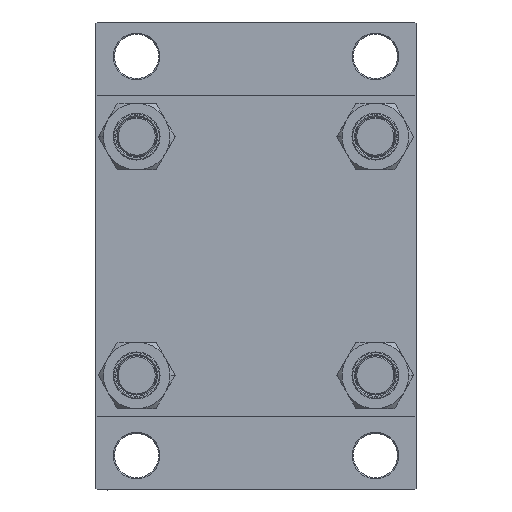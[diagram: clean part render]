
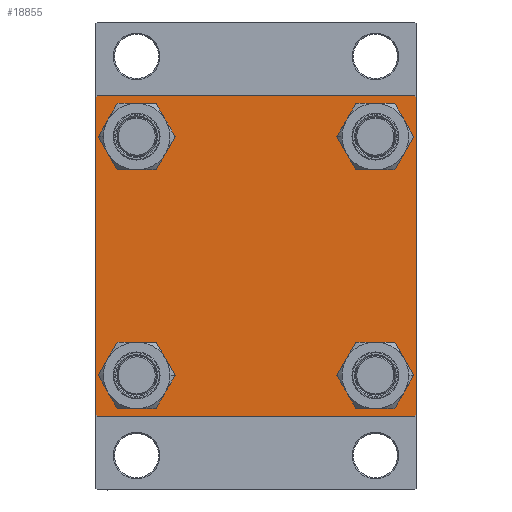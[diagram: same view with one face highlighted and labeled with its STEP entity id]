
A CAD part, left-side view. The second image highlights one B-rep face of the part: STEP entity #18855.
In plain terms, the highlighted planar face has unit normal (-1, 0, 0).
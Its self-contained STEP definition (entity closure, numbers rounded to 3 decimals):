
#320 = AXIS2_PLACEMENT_3D ( 'NONE', #14769, #29516, #7054 ) ;
#357 = EDGE_CURVE ( 'NONE', #16274, #28271, #46913, .T. ) ;
#451 = VERTEX_POINT ( 'NONE', #3541 ) ;
#558 = VERTEX_POINT ( 'NONE', #9290 ) ;
#689 = DIRECTION ( 'NONE',  ( 0., 0.707, 0.707 ) ) ;
#1198 = EDGE_CURVE ( 'NONE', #28271, #16274, #36175, .T. ) ;
#1201 = DIRECTION ( 'NONE',  ( 1., 0., 0. ) ) ;
#1207 = DIRECTION ( 'NONE',  ( 0., -1., 0. ) ) ;
#1243 = EDGE_LOOP ( 'NONE', ( #35521, #2841 ) ) ;
#1506 = DIRECTION ( 'NONE',  ( 0., 0.707, -0.707 ) ) ;
#1551 = ORIENTED_EDGE ( 'NONE', *, *, #27707, .T. ) ;
#1615 = ORIENTED_EDGE ( 'NONE', *, *, #46035, .T. ) ;
#1654 = VECTOR ( 'NONE', #20194, 1000. ) ;
#1735 = EDGE_LOOP ( 'NONE', ( #33342, #35270, #35780, #27467, #42923, #1615, #34639, #24368 ) ) ;
#1905 = ORIENTED_EDGE ( 'NONE', *, *, #1198, .T. ) ;
#2391 = CARTESIAN_POINT ( 'NONE',  ( 0., 65., -64.5 ) ) ;
#2841 = ORIENTED_EDGE ( 'NONE', *, *, #41597, .T. ) ;
#3541 = CARTESIAN_POINT ( 'NONE',  ( 0., 48.45, 56.95 ) ) ;
#3654 = EDGE_CURVE ( 'NONE', #28779, #10657, #6160, .T. ) ;
#3976 = CARTESIAN_POINT ( 'NONE',  ( 0., -64.75, -64.75 ) ) ;
#4033 = FACE_OUTER_BOUND ( 'NONE', #1735, .T. ) ;
#4352 = CARTESIAN_POINT ( 'NONE',  ( 0., 48.45, 48.45 ) ) ;
#6027 = CARTESIAN_POINT ( 'NONE',  ( 0., -48.45, 48.45 ) ) ;
#6160 = CIRCLE ( 'NONE', #46241, 8.5 ) ;
#7054 = DIRECTION ( 'NONE',  ( 0., 0., 1. ) ) ;
#8175 = VECTOR ( 'NONE', #689, 1000. ) ;
#8607 = EDGE_CURVE ( 'NONE', #46156, #30368, #26423, .T. ) ;
#8772 = VERTEX_POINT ( 'NONE', #41615 ) ;
#9100 = CARTESIAN_POINT ( 'NONE',  ( 0., -48.45, 56.95 ) ) ;
#9153 = LINE ( 'NONE', #12309, #14004 ) ;
#9290 = CARTESIAN_POINT ( 'NONE',  ( 0., -48.45, 39.95 ) ) ;
#9642 = DIRECTION ( 'NONE',  ( 0., 0., 1. ) ) ;
#10173 = ORIENTED_EDGE ( 'NONE', *, *, #45210, .T. ) ;
#10581 = DIRECTION ( 'NONE',  ( 0., 0., -1. ) ) ;
#10609 = CARTESIAN_POINT ( 'NONE',  ( 0., -48.45, -48.45 ) ) ;
#10657 = VERTEX_POINT ( 'NONE', #29642 ) ;
#10795 = FACE_BOUND ( 'NONE', #44572, .T. ) ;
#11195 = CARTESIAN_POINT ( 'NONE',  ( 0., 65., 65. ) ) ;
#11282 = EDGE_CURVE ( 'NONE', #8772, #451, #46577, .T. ) ;
#11773 = CIRCLE ( 'NONE', #28006, 8.5 ) ;
#12309 = CARTESIAN_POINT ( 'NONE',  ( 0., 65., -65. ) ) ;
#12558 = CARTESIAN_POINT ( 'NONE',  ( 0., -65., -64.5 ) ) ;
#13448 = LINE ( 'NONE', #46042, #1654 ) ;
#13553 = CARTESIAN_POINT ( 'NONE',  ( 0., -48.45, 48.45 ) ) ;
#13940 = CARTESIAN_POINT ( 'NONE',  ( 0., 64.5, 65. ) ) ;
#14004 = VECTOR ( 'NONE', #1207, 1000. ) ;
#14761 = DIRECTION ( 'NONE',  ( 1., 0., 0. ) ) ;
#14769 = CARTESIAN_POINT ( 'NONE',  ( 0., 48.45, 48.45 ) ) ;
#15182 = CARTESIAN_POINT ( 'NONE',  ( 0., -64.75, 64.75 ) ) ;
#15194 = CARTESIAN_POINT ( 'NONE',  ( 0., 48.45, -48.45 ) ) ;
#15924 = DIRECTION ( 'NONE',  ( 0., 0., 1. ) ) ;
#15972 = CIRCLE ( 'NONE', #45281, 8.5 ) ;
#16024 = VECTOR ( 'NONE', #10581, 1000. ) ;
#16274 = VERTEX_POINT ( 'NONE', #35040 ) ;
#16561 = EDGE_LOOP ( 'NONE', ( #1905, #30469 ) ) ;
#16837 = AXIS2_PLACEMENT_3D ( 'NONE', #15194, #38121, #19749 ) ;
#18381 = CARTESIAN_POINT ( 'NONE',  ( 0., -48.45, -48.45 ) ) ;
#18756 = FACE_BOUND ( 'NONE', #33506, .T. ) ;
#18855 = ADVANCED_FACE ( 'NONE', ( #10795, #43905, #30121, #18756, #4033 ), #37369, .T. ) ;
#19741 = DIRECTION ( 'NONE',  ( 0., 0., 1. ) ) ;
#19749 = DIRECTION ( 'NONE',  ( 0., 0., 1. ) ) ;
#20020 = VERTEX_POINT ( 'NONE', #9100 ) ;
#20194 = DIRECTION ( 'NONE',  ( 0., 0., -1. ) ) ;
#20374 = AXIS2_PLACEMENT_3D ( 'NONE', #18381, #14761, #29508 ) ;
#20587 = VERTEX_POINT ( 'NONE', #12558 ) ;
#21721 = DIRECTION ( 'NONE',  ( 1., 0., 0. ) ) ;
#21935 = LINE ( 'NONE', #22177, #32725 ) ;
#22177 = CARTESIAN_POINT ( 'NONE',  ( 0., 64.75, -64.75 ) ) ;
#23195 = VERTEX_POINT ( 'NONE', #30079 ) ;
#23770 = EDGE_CURVE ( 'NONE', #23195, #20587, #13448, .T. ) ;
#23900 = VERTEX_POINT ( 'NONE', #26458 ) ;
#24312 = EDGE_CURVE ( 'NONE', #46156, #32054, #34596, .T. ) ;
#24368 = ORIENTED_EDGE ( 'NONE', *, *, #24312, .T. ) ;
#24412 = ORIENTED_EDGE ( 'NONE', *, *, #11282, .T. ) ;
#24609 = EDGE_CURVE ( 'NONE', #23900, #32101, #9153, .T. ) ;
#24989 = CARTESIAN_POINT ( 'NONE',  ( 0., -64.5, 65. ) ) ;
#25356 = DIRECTION ( 'NONE',  ( 0., 0., 1. ) ) ;
#25548 = CARTESIAN_POINT ( 'NONE',  ( 0., 0., 0. ) ) ;
#25958 = EDGE_CURVE ( 'NONE', #32101, #20587, #44087, .T. ) ;
#26423 = LINE ( 'NONE', #11195, #47184 ) ;
#26458 = CARTESIAN_POINT ( 'NONE',  ( 0., 64.5, -65. ) ) ;
#27467 = ORIENTED_EDGE ( 'NONE', *, *, #25958, .T. ) ;
#27492 = CARTESIAN_POINT ( 'NONE',  ( 0., 48.45, -48.45 ) ) ;
#27707 = EDGE_CURVE ( 'NONE', #451, #8772, #11773, .T. ) ;
#28006 = AXIS2_PLACEMENT_3D ( 'NONE', #4352, #1201, #15924 ) ;
#28271 = VERTEX_POINT ( 'NONE', #43331 ) ;
#28779 = VERTEX_POINT ( 'NONE', #29725 ) ;
#28976 = CARTESIAN_POINT ( 'NONE',  ( 0., -64.5, -65. ) ) ;
#28989 = VERTEX_POINT ( 'NONE', #2391 ) ;
#29242 = DIRECTION ( 'NONE',  ( 1., 0., 0. ) ) ;
#29407 = DIRECTION ( 'NONE',  ( -1., 0., 0. ) ) ;
#29508 = DIRECTION ( 'NONE',  ( 0., 0., 1. ) ) ;
#29516 = DIRECTION ( 'NONE',  ( 1., 0., 0. ) ) ;
#29642 = CARTESIAN_POINT ( 'NONE',  ( 0., -48.45, -56.95 ) ) ;
#29725 = CARTESIAN_POINT ( 'NONE',  ( 0., -48.45, -39.95 ) ) ;
#30079 = CARTESIAN_POINT ( 'NONE',  ( 0., -65., 64.5 ) ) ;
#30121 = FACE_BOUND ( 'NONE', #16561, .T. ) ;
#30368 = VERTEX_POINT ( 'NONE', #24989 ) ;
#30469 = ORIENTED_EDGE ( 'NONE', *, *, #357, .T. ) ;
#31411 = CARTESIAN_POINT ( 'NONE',  ( 0., 65., 64.5 ) ) ;
#32054 = VERTEX_POINT ( 'NONE', #31411 ) ;
#32101 = VERTEX_POINT ( 'NONE', #28976 ) ;
#32725 = VECTOR ( 'NONE', #44633, 1000. ) ;
#33272 = DIRECTION ( 'NONE',  ( 0., 0., 1. ) ) ;
#33342 = ORIENTED_EDGE ( 'NONE', *, *, #38922, .T. ) ;
#33506 = EDGE_LOOP ( 'NONE', ( #1551, #24412 ) ) ;
#33682 = AXIS2_PLACEMENT_3D ( 'NONE', #6027, #42743, #9642 ) ;
#34025 = LINE ( 'NONE', #15182, #8175 ) ;
#34596 = LINE ( 'NONE', #41838, #38683 ) ;
#34639 = ORIENTED_EDGE ( 'NONE', *, *, #8607, .F. ) ;
#34782 = ORIENTED_EDGE ( 'NONE', *, *, #47594, .T. ) ;
#35040 = CARTESIAN_POINT ( 'NONE',  ( 0., 48.45, -56.95 ) ) ;
#35270 = ORIENTED_EDGE ( 'NONE', *, *, #39888, .T. ) ;
#35341 = AXIS2_PLACEMENT_3D ( 'NONE', #27492, #42217, #19741 ) ;
#35521 = ORIENTED_EDGE ( 'NONE', *, *, #3654, .T. ) ;
#35780 = ORIENTED_EDGE ( 'NONE', *, *, #24609, .T. ) ;
#35972 = LINE ( 'NONE', #43684, #16024 ) ;
#36175 = CIRCLE ( 'NONE', #16837, 8.5 ) ;
#37369 = PLANE ( 'NONE',  #44043 ) ;
#37541 = CIRCLE ( 'NONE', #33682, 8.5 ) ;
#38121 = DIRECTION ( 'NONE',  ( 1., 0., 0. ) ) ;
#38683 = VECTOR ( 'NONE', #1506, 1000. ) ;
#38922 = EDGE_CURVE ( 'NONE', #32054, #28989, #35972, .T. ) ;
#39888 = EDGE_CURVE ( 'NONE', #28989, #23900, #21935, .T. ) ;
#40197 = DIRECTION ( 'NONE',  ( 0., -1., 0. ) ) ;
#41597 = EDGE_CURVE ( 'NONE', #10657, #28779, #44329, .T. ) ;
#41615 = CARTESIAN_POINT ( 'NONE',  ( 0., 48.45, 39.95 ) ) ;
#41838 = CARTESIAN_POINT ( 'NONE',  ( 0., 64.75, 64.75 ) ) ;
#42217 = DIRECTION ( 'NONE',  ( 1., 0., 0. ) ) ;
#42582 = VECTOR ( 'NONE', #43617, 1000. ) ;
#42743 = DIRECTION ( 'NONE',  ( 1., 0., 0. ) ) ;
#42923 = ORIENTED_EDGE ( 'NONE', *, *, #23770, .F. ) ;
#43024 = DIRECTION ( 'NONE',  ( 0., 0., 1. ) ) ;
#43331 = CARTESIAN_POINT ( 'NONE',  ( 0., 48.45, -39.95 ) ) ;
#43617 = DIRECTION ( 'NONE',  ( 0., -0.707, 0.707 ) ) ;
#43684 = CARTESIAN_POINT ( 'NONE',  ( 0., 65., 65. ) ) ;
#43905 = FACE_BOUND ( 'NONE', #1243, .T. ) ;
#44043 = AXIS2_PLACEMENT_3D ( 'NONE', #25548, #29407, #33272 ) ;
#44087 = LINE ( 'NONE', #3976, #42582 ) ;
#44329 = CIRCLE ( 'NONE', #20374, 8.5 ) ;
#44572 = EDGE_LOOP ( 'NONE', ( #10173, #34782 ) ) ;
#44633 = DIRECTION ( 'NONE',  ( 0., -0.707, -0.707 ) ) ;
#45210 = EDGE_CURVE ( 'NONE', #20020, #558, #37541, .T. ) ;
#45281 = AXIS2_PLACEMENT_3D ( 'NONE', #13553, #29242, #43024 ) ;
#46035 = EDGE_CURVE ( 'NONE', #23195, #30368, #34025, .T. ) ;
#46042 = CARTESIAN_POINT ( 'NONE',  ( 0., -65., 65. ) ) ;
#46156 = VERTEX_POINT ( 'NONE', #13940 ) ;
#46241 = AXIS2_PLACEMENT_3D ( 'NONE', #10609, #21721, #25356 ) ;
#46577 = CIRCLE ( 'NONE', #320, 8.5 ) ;
#46913 = CIRCLE ( 'NONE', #35341, 8.5 ) ;
#47184 = VECTOR ( 'NONE', #40197, 1000. ) ;
#47594 = EDGE_CURVE ( 'NONE', #558, #20020, #15972, .T. ) ;
